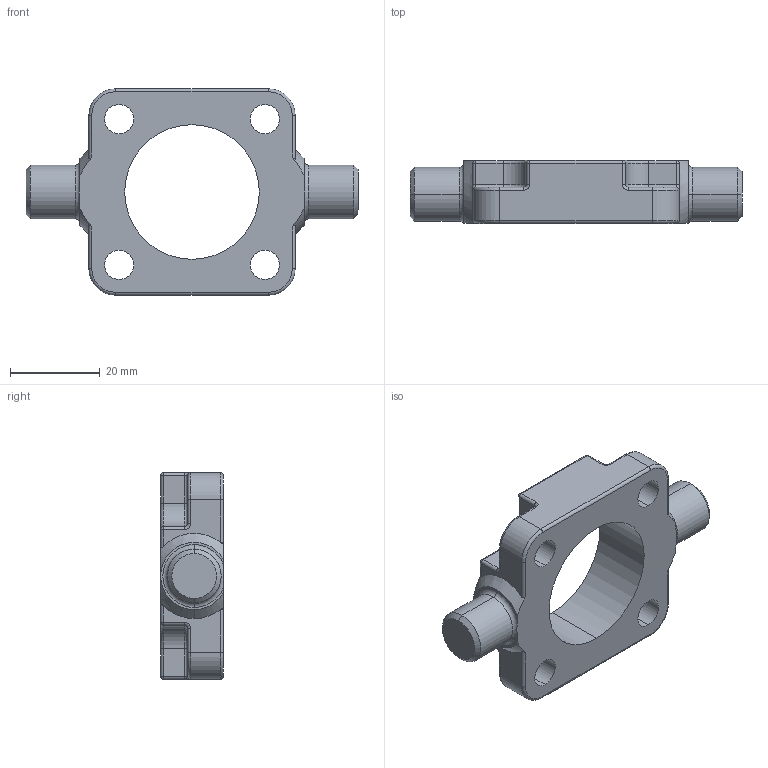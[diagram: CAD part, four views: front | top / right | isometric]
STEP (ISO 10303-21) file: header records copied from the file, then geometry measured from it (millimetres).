
FILE_DESCRIPTION (( 'STEP AP203' ), '1' );
FILE_NAME ('0076-32.STEP', '2015-10-01T07:42:59', ( 'utente11' ), ( '' ), 'SwSTEP 2.0', 'SolidWorks 2015', '' );
FILE_SCHEMA (( 'CONFIG_CONTROL_DESIGN' ));
Length unit declared in the file: millimetre
Products named in the file (1): 0076-32
Bounding box: 74 x 14 x 46 mm (x, y, z)
Volume: 18594.5 mm3; surface area: 7717.3 mm2
Topology: 1 solids, 1 shells, 136 faces, 328 edges, 186 vertices
Faces by surface type: cylinder 66, torus 28, plane 24, cone 10, sphere 8
Entity records: 4133 total; most frequent: CARTESIAN_POINT 833, DIRECTION 750, ORIENTED_EDGE 640, EDGE_CURVE 320, AXIS2_PLACEMENT_3D 311, VERTEX_POINT 186, CIRCLE 174, EDGE_LOOP 146
